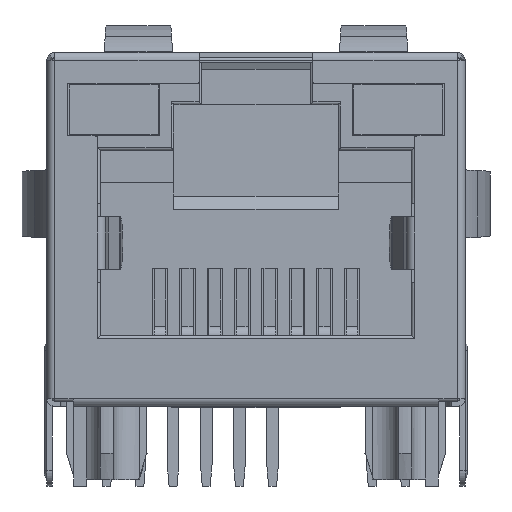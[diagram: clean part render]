
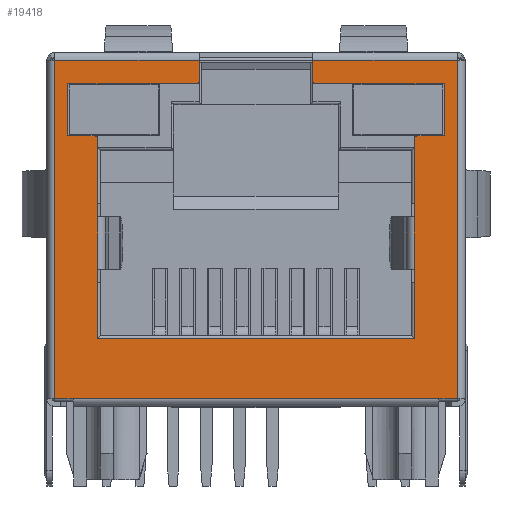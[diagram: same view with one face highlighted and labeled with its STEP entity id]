
A CAD part, front view. The second image highlights one B-rep face of the part: STEP entity #19418.
In plain terms, the highlighted planar face has unit normal (0, -1, 0).
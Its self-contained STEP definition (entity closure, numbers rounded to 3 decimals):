
#667=CIRCLE('',#20375,0.1);
#668=CIRCLE('',#20376,0.1);
#669=CIRCLE('',#20377,0.1);
#670=CIRCLE('',#20378,0.1);
#2214=ORIENTED_EDGE('',*,*,#5955,.T.);
#2215=ORIENTED_EDGE('',*,*,#5956,.F.);
#2216=ORIENTED_EDGE('',*,*,#5946,.T.);
#2217=ORIENTED_EDGE('',*,*,#5957,.T.);
#2218=ORIENTED_EDGE('',*,*,#5958,.T.);
#2219=ORIENTED_EDGE('',*,*,#5959,.T.);
#2220=ORIENTED_EDGE('',*,*,#5960,.T.);
#2221=ORIENTED_EDGE('',*,*,#5961,.T.);
#2222=ORIENTED_EDGE('',*,*,#5962,.T.);
#2223=ORIENTED_EDGE('',*,*,#5963,.T.);
#2224=ORIENTED_EDGE('',*,*,#5964,.F.);
#2225=ORIENTED_EDGE('',*,*,#5965,.T.);
#2226=ORIENTED_EDGE('',*,*,#5966,.F.);
#2227=ORIENTED_EDGE('',*,*,#5967,.F.);
#2228=ORIENTED_EDGE('',*,*,#5968,.T.);
#2229=ORIENTED_EDGE('',*,*,#5953,.T.);
#2230=ORIENTED_EDGE('',*,*,#5969,.T.);
#2231=ORIENTED_EDGE('',*,*,#5970,.T.);
#2232=ORIENTED_EDGE('',*,*,#5971,.T.);
#2233=ORIENTED_EDGE('',*,*,#5972,.T.);
#2234=ORIENTED_EDGE('',*,*,#5973,.T.);
#2235=ORIENTED_EDGE('',*,*,#5974,.T.);
#2236=ORIENTED_EDGE('',*,*,#5948,.T.);
#2237=ORIENTED_EDGE('',*,*,#5975,.T.);
#2238=ORIENTED_EDGE('',*,*,#5976,.T.);
#2239=ORIENTED_EDGE('',*,*,#5977,.T.);
#5946=EDGE_CURVE('',#7856,#7859,#9135,.T.);
#5948=EDGE_CURVE('',#7861,#7860,#9137,.T.);
#5953=EDGE_CURVE('',#7865,#7864,#9141,.T.);
#5955=EDGE_CURVE('',#7866,#7867,#9142,.T.);
#5956=EDGE_CURVE('',#7856,#7867,#9143,.T.);
#5957=EDGE_CURVE('',#7859,#7868,#667,.T.);
#5958=EDGE_CURVE('',#7868,#7869,#9144,.T.);
#5959=EDGE_CURVE('',#7869,#7870,#9145,.T.);
#5960=EDGE_CURVE('',#7870,#7871,#9146,.T.);
#5961=EDGE_CURVE('',#7871,#7872,#668,.T.);
#5962=EDGE_CURVE('',#7872,#7873,#9147,.T.);
#5963=EDGE_CURVE('',#7873,#7874,#9148,.T.);
#5964=EDGE_CURVE('',#7875,#7874,#9149,.T.);
#5965=EDGE_CURVE('',#7875,#7876,#9150,.T.);
#5966=EDGE_CURVE('',#7877,#7876,#9151,.T.);
#5967=EDGE_CURVE('',#7878,#7877,#9152,.T.);
#5968=EDGE_CURVE('',#7878,#7865,#9153,.T.);
#5969=EDGE_CURVE('',#7864,#7879,#9154,.T.);
#5970=EDGE_CURVE('',#7879,#7880,#669,.T.);
#5971=EDGE_CURVE('',#7880,#7881,#9155,.T.);
#5972=EDGE_CURVE('',#7881,#7882,#9156,.T.);
#5973=EDGE_CURVE('',#7882,#7883,#9157,.T.);
#5974=EDGE_CURVE('',#7883,#7861,#670,.T.);
#5975=EDGE_CURVE('',#7860,#7884,#9158,.T.);
#5976=EDGE_CURVE('',#7884,#7885,#9159,.T.);
#5977=EDGE_CURVE('',#7885,#7866,#9160,.T.);
#7856=VERTEX_POINT('',#27090);
#7859=VERTEX_POINT('',#27096);
#7860=VERTEX_POINT('',#27100);
#7861=VERTEX_POINT('',#27102);
#7864=VERTEX_POINT('',#27110);
#7865=VERTEX_POINT('',#27112);
#7866=VERTEX_POINT('',#27116);
#7867=VERTEX_POINT('',#27117);
#7868=VERTEX_POINT('',#27120);
#7869=VERTEX_POINT('',#27122);
#7870=VERTEX_POINT('',#27124);
#7871=VERTEX_POINT('',#27126);
#7872=VERTEX_POINT('',#27128);
#7873=VERTEX_POINT('',#27130);
#7874=VERTEX_POINT('',#27132);
#7875=VERTEX_POINT('',#27134);
#7876=VERTEX_POINT('',#27136);
#7877=VERTEX_POINT('',#27138);
#7878=VERTEX_POINT('',#27140);
#7879=VERTEX_POINT('',#27143);
#7880=VERTEX_POINT('',#27145);
#7881=VERTEX_POINT('',#27147);
#7882=VERTEX_POINT('',#27149);
#7883=VERTEX_POINT('',#27151);
#7884=VERTEX_POINT('',#27154);
#7885=VERTEX_POINT('',#27156);
#9135=LINE('',#27097,#10647);
#9137=LINE('',#27101,#10649);
#9141=LINE('',#27111,#10653);
#9142=LINE('',#27115,#10654);
#9143=LINE('',#27118,#10655);
#9144=LINE('',#27121,#10656);
#9145=LINE('',#27123,#10657);
#9146=LINE('',#27125,#10658);
#9147=LINE('',#27129,#10659);
#9148=LINE('',#27131,#10660);
#9149=LINE('',#27133,#10661);
#9150=LINE('',#27135,#10662);
#9151=LINE('',#27137,#10663);
#9152=LINE('',#27139,#10664);
#9153=LINE('',#27141,#10665);
#9154=LINE('',#27142,#10666);
#9155=LINE('',#27146,#10667);
#9156=LINE('',#27148,#10668);
#9157=LINE('',#27150,#10669);
#9158=LINE('',#27153,#10670);
#9159=LINE('',#27155,#10671);
#9160=LINE('',#27157,#10672);
#10647=VECTOR('',#22506,1000.);
#10649=VECTOR('',#22510,1000.);
#10653=VECTOR('',#22518,1000.);
#10654=VECTOR('',#22523,1000.);
#10655=VECTOR('',#22524,1000.);
#10656=VECTOR('',#22527,1000.);
#10657=VECTOR('',#22528,1000.);
#10658=VECTOR('',#22529,1000.);
#10659=VECTOR('',#22532,1000.);
#10660=VECTOR('',#22533,1000.);
#10661=VECTOR('',#22534,1000.);
#10662=VECTOR('',#22535,1000.);
#10663=VECTOR('',#22536,1000.);
#10664=VECTOR('',#22537,1000.);
#10665=VECTOR('',#22538,1000.);
#10666=VECTOR('',#22539,1000.);
#10667=VECTOR('',#22542,1000.);
#10668=VECTOR('',#22543,1000.);
#10669=VECTOR('',#22544,1000.);
#10670=VECTOR('',#22547,1000.);
#10671=VECTOR('',#22548,1000.);
#10672=VECTOR('',#22549,1000.);
#11796=EDGE_LOOP('',(#2214,#2215,#2216,#2217,#2218,#2219,#2220,#2221,#2222,
#2223,#2224,#2225,#2226,#2227,#2228,#2229,#2230,#2231,#2232,#2233,#2234,
#2235,#2236,#2237,#2238,#2239));
#12624=FACE_BOUND('',#11796,.T.);
#13365=PLANE('',#20374);
#19418=ADVANCED_FACE('',(#12624),#13365,.T.);
#20374=AXIS2_PLACEMENT_3D('',#27114,#22521,#22522);
#20375=AXIS2_PLACEMENT_3D('',#27119,#22525,#22526);
#20376=AXIS2_PLACEMENT_3D('',#27127,#22530,#22531);
#20377=AXIS2_PLACEMENT_3D('',#27144,#22540,#22541);
#20378=AXIS2_PLACEMENT_3D('',#27152,#22545,#22546);
#22506=DIRECTION('',(0.,0.,-1.));
#22510=DIRECTION('',(0.,0.,1.));
#22518=DIRECTION('',(1.,0.,0.));
#22521=DIRECTION('',(0.,-1.,0.));
#22522=DIRECTION('',(0.,0.,-1.));
#22523=DIRECTION('',(0.,0.,-1.));
#22524=DIRECTION('',(0.,0.,1.));
#22525=DIRECTION('',(0.,-1.,0.));
#22526=DIRECTION('',(0.,0.,-1.));
#22527=DIRECTION('',(1.,0.,0.));
#22528=DIRECTION('',(0.,0.,-1.));
#22529=DIRECTION('',(-1.,0.,0.));
#22530=DIRECTION('',(0.,-1.,0.));
#22531=DIRECTION('',(0.,0.,-1.));
#22532=DIRECTION('',(0.,0.,-1.));
#22533=DIRECTION('',(1.,0.,0.));
#22534=DIRECTION('',(0.,0.,-1.));
#22535=DIRECTION('',(-1.,0.,0.));
#22536=DIRECTION('',(1.,0.,0.));
#22537=DIRECTION('',(1.,0.,0.));
#22538=DIRECTION('',(0.,0.,-1.));
#22539=DIRECTION('',(0.,0.,1.));
#22540=DIRECTION('',(0.,-1.,0.));
#22541=DIRECTION('',(0.,0.,-1.));
#22542=DIRECTION('',(-1.,0.,0.));
#22543=DIRECTION('',(0.,0.,1.));
#22544=DIRECTION('',(1.,0.,0.));
#22545=DIRECTION('',(0.,-1.,0.));
#22546=DIRECTION('',(0.,0.,-1.));
#22547=DIRECTION('',(0.,0.,1.));
#22548=DIRECTION('',(0.,0.,1.));
#22549=DIRECTION('',(1.,0.,0.));
#27090=CARTESIAN_POINT('',(6.06,-10.8,-0.475));
#27096=CARTESIAN_POINT('',(6.06,-10.8,-3.475));
#27097=CARTESIAN_POINT('',(6.06,-10.8,6.775));
#27100=CARTESIAN_POINT('',(-6.06,-10.8,-0.475));
#27101=CARTESIAN_POINT('',(-6.06,-10.8,6.775));
#27102=CARTESIAN_POINT('',(-6.06,-10.8,-3.475));
#27110=CARTESIAN_POINT('',(-2.175,-10.8,-6.475));
#27111=CARTESIAN_POINT('',(-7.7,-10.8,-6.475));
#27112=CARTESIAN_POINT('',(-7.7,-10.8,-6.475));
#27114=CARTESIAN_POINT('',(-7.7,-10.8,6.775));
#27115=CARTESIAN_POINT('',(6.06,-10.8,6.775));
#27116=CARTESIAN_POINT('',(6.06,-10.8,4.175));
#27117=CARTESIAN_POINT('',(6.06,-10.8,1.525));
#27118=CARTESIAN_POINT('',(6.06,-10.8,-0.475));
#27119=CARTESIAN_POINT('',(6.16,-10.8,-3.475));
#27120=CARTESIAN_POINT('',(6.16,-10.8,-3.575));
#27121=CARTESIAN_POINT('',(-7.7,-10.8,-3.575));
#27122=CARTESIAN_POINT('',(7.2,-10.8,-3.575));
#27123=CARTESIAN_POINT('',(7.2,-10.8,6.775));
#27124=CARTESIAN_POINT('',(7.2,-10.8,-5.575));
#27125=CARTESIAN_POINT('',(-7.7,-10.8,-5.575));
#27126=CARTESIAN_POINT('',(2.275,-10.8,-5.575));
#27127=CARTESIAN_POINT('',(2.275,-10.8,-5.675));
#27128=CARTESIAN_POINT('',(2.175,-10.8,-5.675));
#27129=CARTESIAN_POINT('',(2.175,-10.8,6.775));
#27130=CARTESIAN_POINT('',(2.175,-10.8,-6.475));
#27131=CARTESIAN_POINT('',(-7.7,-10.8,-6.475));
#27132=CARTESIAN_POINT('',(7.7,-10.8,-6.475));
#27133=CARTESIAN_POINT('',(7.7,-10.8,6.775));
#27134=CARTESIAN_POINT('',(7.7,-10.8,6.475));
#27135=CARTESIAN_POINT('',(7.7,-10.8,6.475));
#27136=CARTESIAN_POINT('',(7.,-10.8,6.475));
#27137=CARTESIAN_POINT('',(-7.7,-10.8,6.475));
#27138=CARTESIAN_POINT('',(-7.,-10.8,6.475));
#27139=CARTESIAN_POINT('',(-7.7,-10.8,6.475));
#27140=CARTESIAN_POINT('',(-7.7,-10.8,6.475));
#27141=CARTESIAN_POINT('',(-7.7,-10.8,6.775));
#27142=CARTESIAN_POINT('',(-2.175,-10.8,6.775));
#27143=CARTESIAN_POINT('',(-2.175,-10.8,-5.675));
#27144=CARTESIAN_POINT('',(-2.275,-10.8,-5.675));
#27145=CARTESIAN_POINT('',(-2.275,-10.8,-5.575));
#27146=CARTESIAN_POINT('',(-7.7,-10.8,-5.575));
#27147=CARTESIAN_POINT('',(-7.2,-10.8,-5.575));
#27148=CARTESIAN_POINT('',(-7.2,-10.8,6.775));
#27149=CARTESIAN_POINT('',(-7.2,-10.8,-3.575));
#27150=CARTESIAN_POINT('',(-7.7,-10.8,-3.575));
#27151=CARTESIAN_POINT('',(-6.16,-10.8,-3.575));
#27152=CARTESIAN_POINT('',(-6.16,-10.8,-3.475));
#27153=CARTESIAN_POINT('',(-6.06,-10.8,-0.475));
#27154=CARTESIAN_POINT('',(-6.06,-10.8,1.525));
#27155=CARTESIAN_POINT('',(-6.06,-10.8,6.775));
#27156=CARTESIAN_POINT('',(-6.06,-10.8,4.175));
#27157=CARTESIAN_POINT('',(-7.7,-10.8,4.175));
